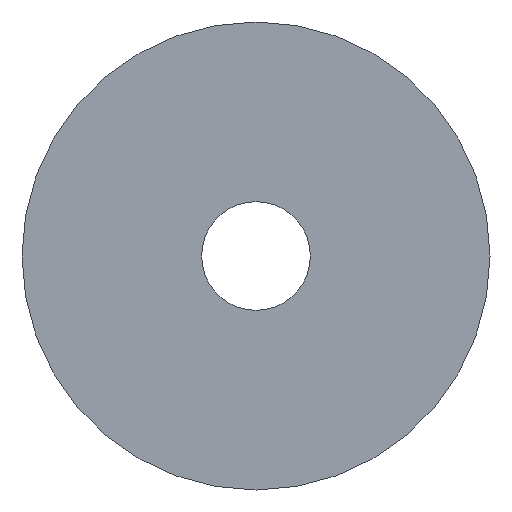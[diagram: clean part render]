
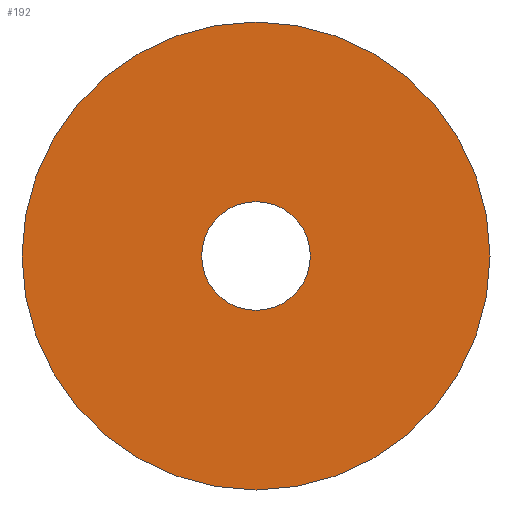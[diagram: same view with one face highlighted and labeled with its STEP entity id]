
A CAD part, front view. The second image highlights one B-rep face of the part: STEP entity #192.
In plain terms, the highlighted planar face has unit normal (0, -1, 0).
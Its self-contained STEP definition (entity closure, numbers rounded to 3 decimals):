
#23 = ORIENTED_EDGE ( 'NONE', *, *, #105, .T. ) ;
#25 = DIRECTION ( 'NONE',  ( 0., 0., -1. ) ) ;
#39 = AXIS2_PLACEMENT_3D ( 'NONE', #276, #70, #237 ) ;
#43 = CARTESIAN_POINT ( 'NONE',  ( 0., 0., 0. ) ) ;
#58 = ORIENTED_EDGE ( 'NONE', *, *, #83, .F. ) ;
#70 = DIRECTION ( 'NONE',  ( 0., -1., 0. ) ) ;
#81 = CIRCLE ( 'NONE', #208, 11.85 ) ;
#83 = EDGE_CURVE ( 'NONE', #165, #116, #211, .T. ) ;
#87 = CIRCLE ( 'NONE', #274, 11.85 ) ;
#93 = FACE_BOUND ( 'NONE', #214, .T. ) ;
#94 = ORIENTED_EDGE ( 'NONE', *, *, #238, .F. ) ;
#95 = DIRECTION ( 'NONE',  ( 0., -1., 0. ) ) ;
#105 = EDGE_CURVE ( 'NONE', #259, #115, #81, .T. ) ;
#110 = CARTESIAN_POINT ( 'NONE',  ( 0., 0., 11.85 ) ) ;
#113 = DIRECTION ( 'NONE',  ( 0., 0., -1. ) ) ;
#115 = VERTEX_POINT ( 'NONE', #212 ) ;
#116 = VERTEX_POINT ( 'NONE', #166 ) ;
#120 = DIRECTION ( 'NONE',  ( 0., -1., 0. ) ) ;
#138 = DIRECTION ( 'NONE',  ( 0., -1., 0. ) ) ;
#143 = AXIS2_PLACEMENT_3D ( 'NONE', #219, #95, #25 ) ;
#146 = ORIENTED_EDGE ( 'NONE', *, *, #268, .T. ) ;
#147 = CARTESIAN_POINT ( 'NONE',  ( 0., 0., -2.75 ) ) ;
#162 = FACE_OUTER_BOUND ( 'NONE', #224, .T. ) ;
#165 = VERTEX_POINT ( 'NONE', #147 ) ;
#166 = CARTESIAN_POINT ( 'NONE',  ( 0., 0., 2.75 ) ) ;
#172 = CIRCLE ( 'NONE', #185, 2.75 ) ;
#176 = CARTESIAN_POINT ( 'NONE',  ( 0., 0., 0. ) ) ;
#185 = AXIS2_PLACEMENT_3D ( 'NONE', #215, #120, #261 ) ;
#188 = DIRECTION ( 'NONE',  ( 0., -1., 0. ) ) ;
#192 = ADVANCED_FACE ( 'NONE', ( #162, #93 ), #213, .T. ) ;
#207 = DIRECTION ( 'NONE',  ( 0., 0., -1. ) ) ;
#208 = AXIS2_PLACEMENT_3D ( 'NONE', #176, #138, #113 ) ;
#211 = CIRCLE ( 'NONE', #39, 2.75 ) ;
#212 = CARTESIAN_POINT ( 'NONE',  ( 0., 0., -11.85 ) ) ;
#213 = PLANE ( 'NONE',  #143 ) ;
#214 = EDGE_LOOP ( 'NONE', ( #58, #94 ) ) ;
#215 = CARTESIAN_POINT ( 'NONE',  ( 0., 0., 0. ) ) ;
#219 = CARTESIAN_POINT ( 'NONE',  ( 2.75, 0., 0. ) ) ;
#224 = EDGE_LOOP ( 'NONE', ( #146, #23 ) ) ;
#237 = DIRECTION ( 'NONE',  ( 0., 0., -1. ) ) ;
#238 = EDGE_CURVE ( 'NONE', #116, #165, #172, .T. ) ;
#259 = VERTEX_POINT ( 'NONE', #110 ) ;
#261 = DIRECTION ( 'NONE',  ( 0., 0., -1. ) ) ;
#268 = EDGE_CURVE ( 'NONE', #115, #259, #87, .T. ) ;
#274 = AXIS2_PLACEMENT_3D ( 'NONE', #43, #188, #207 ) ;
#276 = CARTESIAN_POINT ( 'NONE',  ( 0., 0., 0. ) ) ;
